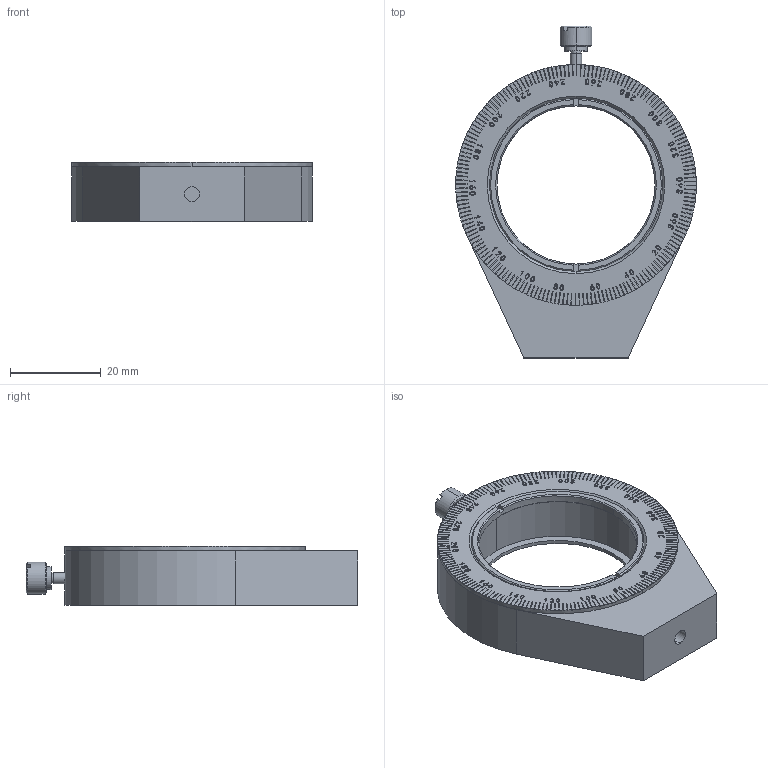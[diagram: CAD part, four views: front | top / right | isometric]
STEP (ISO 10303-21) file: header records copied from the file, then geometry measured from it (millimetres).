
FILE_DESCRIPTION (( 'STEP AP203' ), '1' );
FILE_NAME ('1.3.4.19，ZZX-1.5.STEP', '2023-09-07T01:41:17', ( '' ), ( '' ), 'SwSTEP 2.0', 'SolidWorks 2021', '' );
FILE_SCHEMA (( 'CONFIG_CONTROL_DESIGN' ));
Products named in the file (1): 1.3.4.19ㄛZZX-1.5
Bounding box: 53 x 73.1 x 13.05 mm (x, y, z)
Volume: 18829.6 mm3; surface area: 13354.7 mm2
Topology: 4 solids, 4 shells, 1216 faces, 3331 edges, 2215 vertices
Faces by surface type: plane 986, bspline 174, cylinder 35, cone 21
Entity records: 62452 total; most frequent: CARTESIAN_POINT 32240, ORIENTED_EDGE 6662, DIRECTION 5512, EDGE_CURVE 3331, LINE 2508, VECTOR 2508, VERTEX_POINT 2215, AXIS2_PLACEMENT_3D 1502
